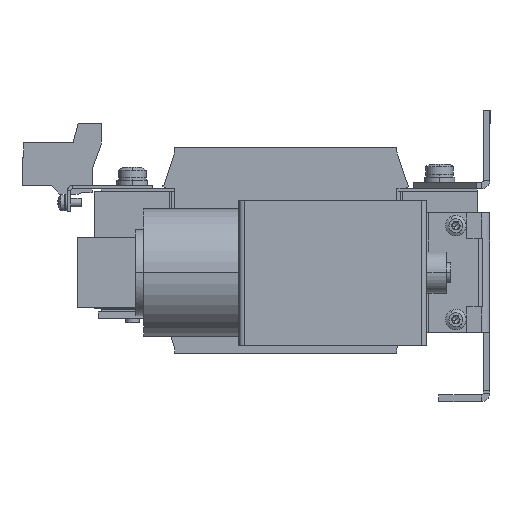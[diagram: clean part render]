
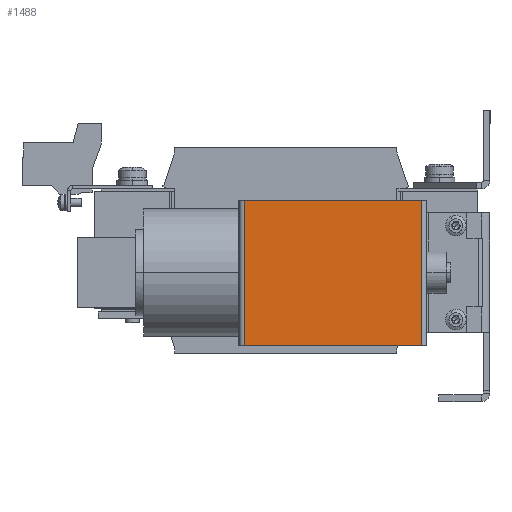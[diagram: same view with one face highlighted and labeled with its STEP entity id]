
A CAD part, left-side view. The second image highlights one B-rep face of the part: STEP entity #1488.
In plain terms, the highlighted planar face has unit normal (-1, 0, 0).
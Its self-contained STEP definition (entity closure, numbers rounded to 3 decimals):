
#41 = DIRECTION ( 'NONE',  ( -1., 0., 0. ) ) ;
#50 = CARTESIAN_POINT ( 'NONE',  ( -279.5, 115.5, -55.5 ) ) ;
#935 = DIRECTION ( 'NONE',  ( 0., -1., 0. ) ) ;
#1182 = EDGE_CURVE ( 'NONE', #22258, #14297, #12601, .T. ) ;
#1488 = ADVANCED_FACE ( 'NONE', ( #8100 ), #14323, .T. ) ;
#2001 = VERTEX_POINT ( 'NONE', #16186 ) ;
#3943 = VECTOR ( 'NONE', #935, 1000. ) ;
#4399 = EDGE_CURVE ( 'NONE', #22258, #2001, #19061, .T. ) ;
#4831 = VECTOR ( 'NONE', #10114, 1000. ) ;
#5690 = VECTOR ( 'NONE', #23523, 1000. ) ;
#5990 = ORIENTED_EDGE ( 'NONE', *, *, #4399, .T. ) ;
#8100 = FACE_OUTER_BOUND ( 'NONE', #16970, .T. ) ;
#9515 = AXIS2_PLACEMENT_3D ( 'NONE', #20223, #41, #26613 ) ;
#10114 = DIRECTION ( 'NONE',  ( 0., 1., 0. ) ) ;
#11467 = CARTESIAN_POINT ( 'NONE',  ( -279.5, 7.5, 29.5 ) ) ;
#11556 = CARTESIAN_POINT ( 'NONE',  ( -279.5, 10.5, 29.5 ) ) ;
#12601 = LINE ( 'NONE', #11467, #3943 ) ;
#13075 = LINE ( 'NONE', #23440, #5690 ) ;
#13639 = VECTOR ( 'NONE', #14180, 1000. ) ;
#13727 = CARTESIAN_POINT ( 'NONE',  ( -279.5, 10.5, -55.5 ) ) ;
#14180 = DIRECTION ( 'NONE',  ( 0., 0., -1. ) ) ;
#14297 = VERTEX_POINT ( 'NONE', #11556 ) ;
#14323 = PLANE ( 'NONE',  #9515 ) ;
#15958 = EDGE_CURVE ( 'NONE', #19881, #14297, #13075, .T. ) ;
#16186 = CARTESIAN_POINT ( 'NONE',  ( -279.5, 114.5, -55.5 ) ) ;
#16970 = EDGE_LOOP ( 'NONE', ( #20068, #24441, #21072, #5990 ) ) ;
#19061 = LINE ( 'NONE', #21938, #13639 ) ;
#19881 = VERTEX_POINT ( 'NONE', #13727 ) ;
#19984 = EDGE_CURVE ( 'NONE', #19881, #2001, #22465, .T. ) ;
#20068 = ORIENTED_EDGE ( 'NONE', *, *, #19984, .F. ) ;
#20223 = CARTESIAN_POINT ( 'NONE',  ( -279.5, 117.5, -13. ) ) ;
#21072 = ORIENTED_EDGE ( 'NONE', *, *, #1182, .F. ) ;
#21925 = CARTESIAN_POINT ( 'NONE',  ( -279.5, 114.5, 29.5 ) ) ;
#21938 = CARTESIAN_POINT ( 'NONE',  ( -279.5, 114.5, -13. ) ) ;
#22258 = VERTEX_POINT ( 'NONE', #21925 ) ;
#22465 = LINE ( 'NONE', #50, #4831 ) ;
#23440 = CARTESIAN_POINT ( 'NONE',  ( -279.5, 10.5, -55.5 ) ) ;
#23523 = DIRECTION ( 'NONE',  ( 0., 0., 1. ) ) ;
#24441 = ORIENTED_EDGE ( 'NONE', *, *, #15958, .T. ) ;
#26613 = DIRECTION ( 'NONE',  ( 0., -1., 0. ) ) ;
